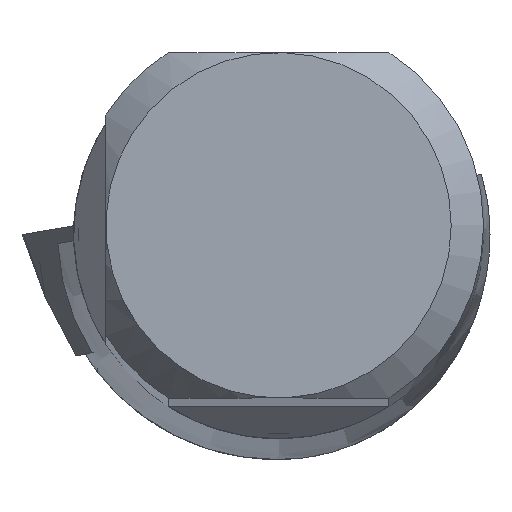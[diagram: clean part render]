
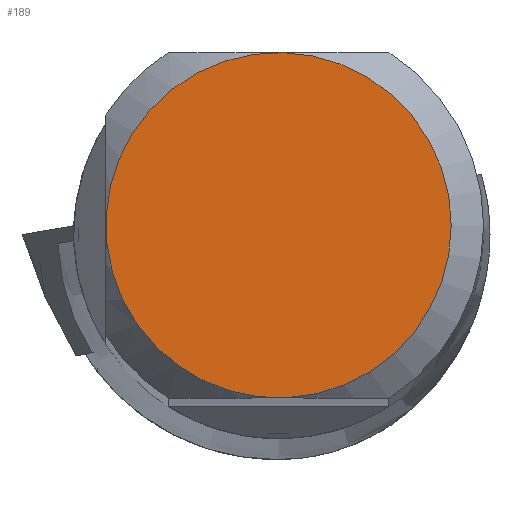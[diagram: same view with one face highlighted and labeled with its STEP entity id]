
A CAD part, top view. The second image highlights one B-rep face of the part: STEP entity #189.
In plain terms, the highlighted planar face has unit normal (0, 0, 1).
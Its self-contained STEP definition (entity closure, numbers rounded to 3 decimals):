
#151=FACE_OUTER_BOUND('',#391,.T.);
#189=ADVANCED_FACE('',(#151),#220,.T.);
#220=PLANE('',#924);
#391=EDGE_LOOP('',(#508));
#508=ORIENTED_EDGE('',*,*,#758,.T.);
#677=VERTEX_POINT('',#1369);
#758=EDGE_CURVE('',#677,#677,#810,.T.);
#810=CIRCLE('',#923,2.669);
#923=AXIS2_PLACEMENT_3D('',#1368,#1085,#1086);
#924=AXIS2_PLACEMENT_3D('',#1370,#1087,#1088);
#1085=DIRECTION('',(0.,0.,1.));
#1086=DIRECTION('',(1.,0.,0.));
#1087=DIRECTION('',(0.,0.,1.));
#1088=DIRECTION('',(1.,0.,0.));
#1368=CARTESIAN_POINT('',(0.,0.,0.));
#1369=CARTESIAN_POINT('',(2.669,0.,0.));
#1370=CARTESIAN_POINT('',(0.,0.,0.));
